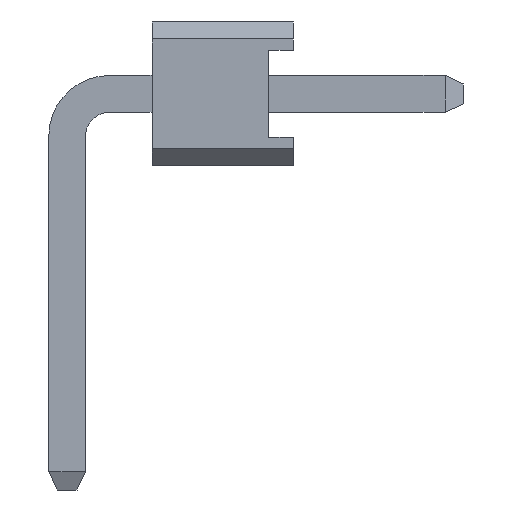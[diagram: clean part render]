
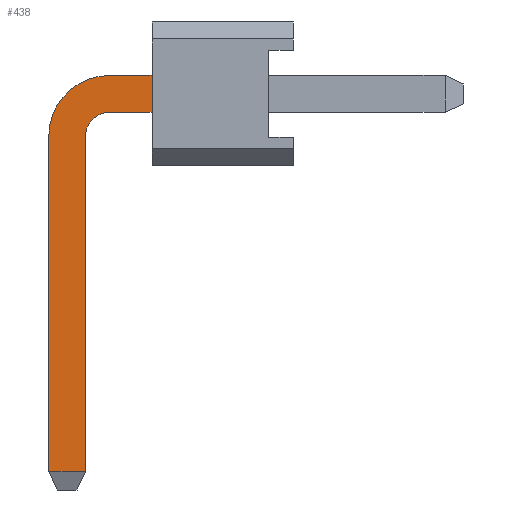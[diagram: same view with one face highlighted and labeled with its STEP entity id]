
A CAD part, left-side view. The second image highlights one B-rep face of the part: STEP entity #438.
In plain terms, the highlighted planar face has unit normal (-1, 0, 0).
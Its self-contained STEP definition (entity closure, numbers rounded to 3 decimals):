
#62 = EDGE_CURVE ( 'NONE', #119, #120, #1592, .T. ) ;
#119 = VERTEX_POINT ( 'NONE', #1677 ) ;
#120 = VERTEX_POINT ( 'NONE', #1676 ) ;
#357 = EDGE_LOOP ( 'NONE', ( #358, #362, #365, #423, #426, #428, #429, #432 ) ) ;
#358 = ORIENTED_EDGE ( 'NONE', *, *, #359, .T. ) ;
#359 = EDGE_CURVE ( 'NONE', #360, #361, #2222, .T. ) ;
#360 = VERTEX_POINT ( 'NONE', #2218 ) ;
#361 = VERTEX_POINT ( 'NONE', #2217 ) ;
#362 = ORIENTED_EDGE ( 'NONE', *, *, #363, .T. ) ;
#363 = EDGE_CURVE ( 'NONE', #361, #364, #2216, .T. ) ;
#364 = VERTEX_POINT ( 'NONE', #2212 ) ;
#365 = ORIENTED_EDGE ( 'NONE', *, *, #366, .F. ) ;
#366 = EDGE_CURVE ( 'NONE', #367, #364, #2211, .T. ) ;
#367 = VERTEX_POINT ( 'NONE', #2207 ) ;
#423 = ORIENTED_EDGE ( 'NONE', *, *, #424, .F. ) ;
#424 = EDGE_CURVE ( 'NONE', #425, #367, #2362, .T. ) ;
#425 = VERTEX_POINT ( 'NONE', #2357 ) ;
#426 = ORIENTED_EDGE ( 'NONE', *, *, #427, .T. ) ;
#427 = EDGE_CURVE ( 'NONE', #425, #119, #2356, .T. ) ;
#428 = ORIENTED_EDGE ( 'NONE', *, *, #62, .T. ) ;
#429 = ORIENTED_EDGE ( 'NONE', *, *, #430, .F. ) ;
#430 = EDGE_CURVE ( 'NONE', #431, #120, #2352, .T. ) ;
#431 = VERTEX_POINT ( 'NONE', #2348 ) ;
#432 = ORIENTED_EDGE ( 'NONE', *, *, #433, .T. ) ;
#433 = EDGE_CURVE ( 'NONE', #431, #360, #2347, .T. ) ;
#438 = ADVANCED_FACE ( 'NONE', ( #2394 ), #2392, .F. ) ;
#1589 = DIRECTION ( 'NONE',  ( 0., 0., 1. ) ) ;
#1590 = VECTOR ( 'NONE', #1589, 1000. ) ;
#1591 = CARTESIAN_POINT ( 'NONE',  ( -0.325, 2.5, -1.27 ) ) ;
#1592 = LINE ( 'NONE', #1591, #1590 ) ;
#1676 = CARTESIAN_POINT ( 'NONE',  ( -0.325, 2.5, 0.325 ) ) ;
#1677 = CARTESIAN_POINT ( 'NONE',  ( -0.325, 2.5, -0.325 ) ) ;
#2207 = CARTESIAN_POINT ( 'NONE',  ( -0.325, 3.675, -0.75 ) ) ;
#2208 = DIRECTION ( 'NONE',  ( 0., 0., -1. ) ) ;
#2209 = VECTOR ( 'NONE', #2208, 1000. ) ;
#2210 = CARTESIAN_POINT ( 'NONE',  ( -0.325, 3.675, -0.75 ) ) ;
#2211 = LINE ( 'NONE', #2210, #2209 ) ;
#2212 = CARTESIAN_POINT ( 'NONE',  ( -0.325, 3.675, -6.678 ) ) ;
#2213 = DIRECTION ( 'NONE',  ( 0., -1., 0. ) ) ;
#2214 = VECTOR ( 'NONE', #2213, 1000. ) ;
#2215 = CARTESIAN_POINT ( 'NONE',  ( -0.325, 3.25, -6.678 ) ) ;
#2216 = LINE ( 'NONE', #2215, #2214 ) ;
#2217 = CARTESIAN_POINT ( 'NONE',  ( -0.325, 4.325, -6.678 ) ) ;
#2218 = CARTESIAN_POINT ( 'NONE',  ( -0.325, 4.325, -0.75 ) ) ;
#2219 = DIRECTION ( 'NONE',  ( 0., 0., -1. ) ) ;
#2220 = VECTOR ( 'NONE', #2219, 1000. ) ;
#2221 = CARTESIAN_POINT ( 'NONE',  ( -0.325, 4.325, -0.75 ) ) ;
#2222 = LINE ( 'NONE', #2221, #2220 ) ;
#2343 = DIRECTION ( 'NONE',  ( 0., 0., 1. ) ) ;
#2344 = DIRECTION ( 'NONE',  ( -1., 0., 0. ) ) ;
#2345 = CARTESIAN_POINT ( 'NONE',  ( -0.325, 3.25, -0.75 ) ) ;
#2346 = AXIS2_PLACEMENT_3D ( 'NONE', #2345, #2344, #2343 ) ;
#2347 = CIRCLE ( 'NONE', #2346, 1.075 ) ;
#2348 = CARTESIAN_POINT ( 'NONE',  ( -0.325, 3.25, 0.325 ) ) ;
#2349 = DIRECTION ( 'NONE',  ( 0., -1., 0. ) ) ;
#2350 = VECTOR ( 'NONE', #2349, 1000. ) ;
#2351 = CARTESIAN_POINT ( 'NONE',  ( -0.325, 3.25, 0.325 ) ) ;
#2352 = LINE ( 'NONE', #2351, #2350 ) ;
#2353 = DIRECTION ( 'NONE',  ( 0., -1., 0. ) ) ;
#2354 = VECTOR ( 'NONE', #2353, 1000. ) ;
#2355 = CARTESIAN_POINT ( 'NONE',  ( -0.325, 3.25, -0.325 ) ) ;
#2356 = LINE ( 'NONE', #2355, #2354 ) ;
#2357 = CARTESIAN_POINT ( 'NONE',  ( -0.325, 3.25, -0.325 ) ) ;
#2358 = DIRECTION ( 'NONE',  ( 0., 0., 1. ) ) ;
#2359 = DIRECTION ( 'NONE',  ( -1., 0., 0. ) ) ;
#2360 = CARTESIAN_POINT ( 'NONE',  ( -0.325, 3.25, -0.75 ) ) ;
#2361 = AXIS2_PLACEMENT_3D ( 'NONE', #2360, #2359, #2358 ) ;
#2362 = CIRCLE ( 'NONE', #2361, 0.425 ) ;
#2388 = DIRECTION ( 'NONE',  ( 0., 0., -1. ) ) ;
#2389 = DIRECTION ( 'NONE',  ( 1., 0., 0. ) ) ;
#2390 = CARTESIAN_POINT ( 'NONE',  ( -0.325, 3.25, 0.325 ) ) ;
#2391 = AXIS2_PLACEMENT_3D ( 'NONE', #2390, #2389, #2388 ) ;
#2392 = PLANE ( 'NONE',  #2391 ) ;
#2394 = FACE_OUTER_BOUND ( 'NONE', #357, .T. ) ;
